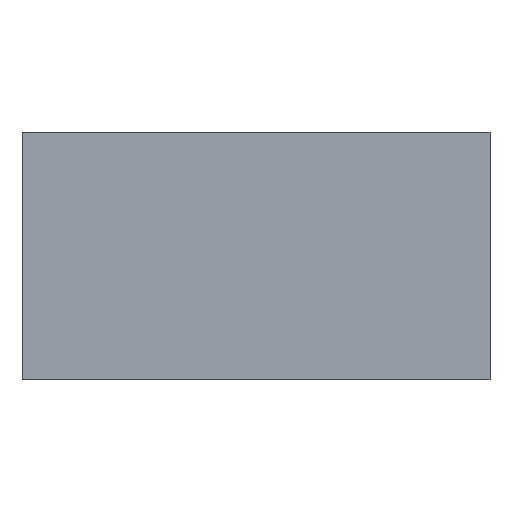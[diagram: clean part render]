
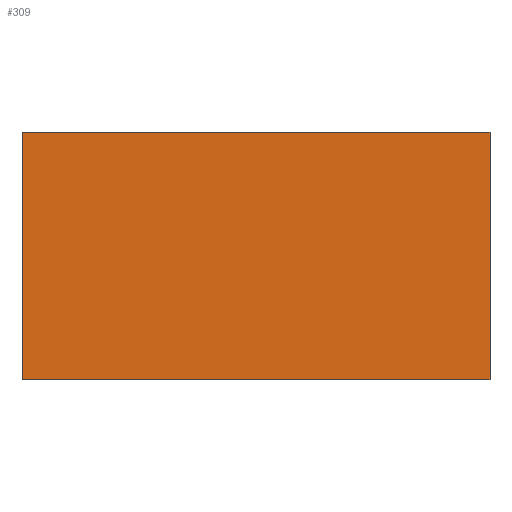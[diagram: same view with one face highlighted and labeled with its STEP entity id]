
A CAD part, front view. The second image highlights one B-rep face of the part: STEP entity #309.
In plain terms, the highlighted planar face has unit normal (0, -1, 0).
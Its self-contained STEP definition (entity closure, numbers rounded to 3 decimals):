
#3 = DIRECTION ( 'NONE',  ( 1., 0., 0. ) ) ;
#21 = ORIENTED_EDGE ( 'NONE', *, *, #473, .T. ) ;
#24 = CARTESIAN_POINT ( 'NONE',  ( 3.993, -13.885, 0. ) ) ;
#84 = LINE ( 'NONE', #145, #804 ) ;
#86 = VECTOR ( 'NONE', #357, 1000. ) ;
#112 = ORIENTED_EDGE ( 'NONE', *, *, #760, .F. ) ;
#120 = CARTESIAN_POINT ( 'NONE',  ( -14.007, -13.885, 9.5 ) ) ;
#126 = EDGE_LOOP ( 'NONE', ( #636, #112, #482, #21 ) ) ;
#139 = CARTESIAN_POINT ( 'NONE',  ( -14.007, -13.885, 0. ) ) ;
#145 = CARTESIAN_POINT ( 'NONE',  ( -14.007, -13.885, 9.5 ) ) ;
#146 = LINE ( 'NONE', #139, #821 ) ;
#217 = VERTEX_POINT ( 'NONE', #694 ) ;
#265 = LINE ( 'NONE', #494, #86 ) ;
#277 = VERTEX_POINT ( 'NONE', #120 ) ;
#309 = ADVANCED_FACE ( 'NONE', ( #600 ), #764, .F. ) ;
#341 = AXIS2_PLACEMENT_3D ( 'NONE', #623, #767, #488 ) ;
#357 = DIRECTION ( 'NONE',  ( 0., 0., -1. ) ) ;
#473 = EDGE_CURVE ( 'NONE', #277, #720, #673, .T. ) ;
#482 = ORIENTED_EDGE ( 'NONE', *, *, #548, .F. ) ;
#488 = DIRECTION ( 'NONE',  ( 0., 0., 1. ) ) ;
#494 = CARTESIAN_POINT ( 'NONE',  ( 3.993, -13.885, 9.5 ) ) ;
#522 = EDGE_CURVE ( 'NONE', #720, #781, #146, .T. ) ;
#548 = EDGE_CURVE ( 'NONE', #277, #217, #84, .T. ) ;
#584 = DIRECTION ( 'NONE',  ( 0., 0., -1. ) ) ;
#600 = FACE_OUTER_BOUND ( 'NONE', #126, .T. ) ;
#621 = CARTESIAN_POINT ( 'NONE',  ( -14.007, -13.885, 0. ) ) ;
#623 = CARTESIAN_POINT ( 'NONE',  ( -14.007, -13.885, 9.5 ) ) ;
#636 = ORIENTED_EDGE ( 'NONE', *, *, #522, .T. ) ;
#653 = CARTESIAN_POINT ( 'NONE',  ( -14.007, -13.885, 9.5 ) ) ;
#673 = LINE ( 'NONE', #653, #796 ) ;
#694 = CARTESIAN_POINT ( 'NONE',  ( 3.993, -13.885, 9.5 ) ) ;
#720 = VERTEX_POINT ( 'NONE', #621 ) ;
#760 = EDGE_CURVE ( 'NONE', #217, #781, #265, .T. ) ;
#764 = PLANE ( 'NONE',  #341 ) ;
#767 = DIRECTION ( 'NONE',  ( 0., 1., 0. ) ) ;
#781 = VERTEX_POINT ( 'NONE', #24 ) ;
#796 = VECTOR ( 'NONE', #584, 1000. ) ;
#802 = DIRECTION ( 'NONE',  ( 1., 0., 0. ) ) ;
#804 = VECTOR ( 'NONE', #802, 1000. ) ;
#821 = VECTOR ( 'NONE', #3, 1000. ) ;
